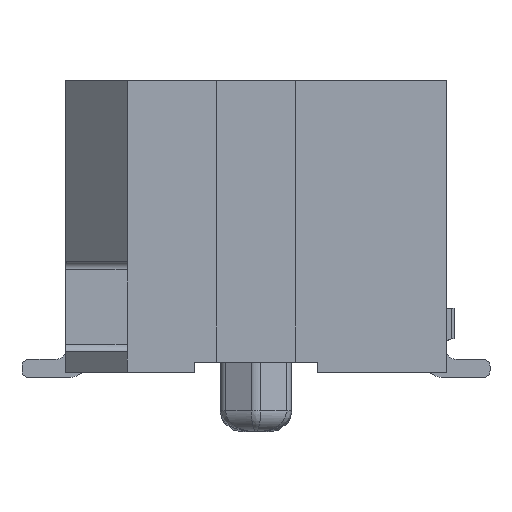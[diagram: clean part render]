
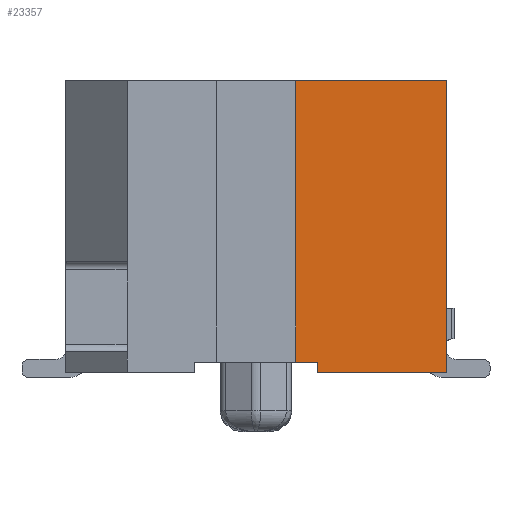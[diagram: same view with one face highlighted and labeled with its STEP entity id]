
A CAD part, left-side view. The second image highlights one B-rep face of the part: STEP entity #23357.
In plain terms, the highlighted planar face has unit normal (-1, 0, 0).
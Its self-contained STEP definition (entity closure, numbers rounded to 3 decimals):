
#3560=CARTESIAN_POINT('',(-19.045,-0.77,5.775));
#3561=VERTEX_POINT('',#3560);
#3568=CARTESIAN_POINT('',(-19.045,-3.7,5.775));
#3569=VERTEX_POINT('',#3568);
#3570=CARTESIAN_POINT('',(-19.045,-0.77,5.775));
#3571=DIRECTION('',(0.0,-1.0,0.0));
#3572=VECTOR('',#3571,2.93);
#3573=LINE('',#3570,#3572);
#3574=EDGE_CURVE('',#3561,#3569,#3573,.T.);
#6057=CARTESIAN_POINT('',(-19.045,-1.2,0.3));
#6058=VERTEX_POINT('',#6057);
#6065=CARTESIAN_POINT('',(-19.045,-0.77,0.3));
#6066=VERTEX_POINT('',#6065);
#6067=CARTESIAN_POINT('',(-19.045,-1.2,0.3));
#6068=DIRECTION('',(0.0,1.0,0.0));
#6069=VECTOR('',#6068,0.43);
#6070=LINE('',#6067,#6069);
#6071=EDGE_CURVE('',#6058,#6066,#6070,.T.);
#21824=CARTESIAN_POINT('',(-19.045,-1.2,0.1));
#21825=VERTEX_POINT('',#21824);
#21832=CARTESIAN_POINT('',(-19.045,-1.2,0.3));
#21833=DIRECTION('',(0.0,0.0,-1.0));
#21834=VECTOR('',#21833,0.2);
#21835=LINE('',#21832,#21834);
#21836=EDGE_CURVE('',#6058,#21825,#21835,.T.);
#22691=CARTESIAN_POINT('',(-19.045,-0.77,0.3));
#22692=DIRECTION('',(0.0,0.0,1.0));
#22693=VECTOR('',#22692,5.475);
#22694=LINE('',#22691,#22693);
#22695=EDGE_CURVE('',#6066,#3561,#22694,.T.);
#23332=CARTESIAN_POINT('',(-19.045,-0.624,-0.184));
#23333=DIRECTION('',(-1.0,0.0,0.0));
#23334=DIRECTION('',(0.0,-1.0,0.0));
#23335=AXIS2_PLACEMENT_3D('',#23332,#23333,#23334);
#23336=PLANE('',#23335);
#23337=ORIENTED_EDGE('',*,*,#22695,.F.);
#23338=ORIENTED_EDGE('',*,*,#6071,.F.);
#23339=ORIENTED_EDGE('',*,*,#21836,.T.);
#23340=CARTESIAN_POINT('',(-19.045,-3.7,0.1));
#23341=VERTEX_POINT('',#23340);
#23342=CARTESIAN_POINT('',(-19.045,-3.7,0.1));
#23343=DIRECTION('',(0.0,1.0,0.0));
#23344=VECTOR('',#23343,2.5);
#23345=LINE('',#23342,#23344);
#23346=EDGE_CURVE('',#23341,#21825,#23345,.T.);
#23347=ORIENTED_EDGE('',*,*,#23346,.F.);
#23348=CARTESIAN_POINT('',(-19.045,-3.7,5.775));
#23349=DIRECTION('',(0.0,0.0,-1.0));
#23350=VECTOR('',#23349,5.675);
#23351=LINE('',#23348,#23350);
#23352=EDGE_CURVE('',#3569,#23341,#23351,.T.);
#23353=ORIENTED_EDGE('',*,*,#23352,.F.);
#23354=ORIENTED_EDGE('',*,*,#3574,.F.);
#23355=EDGE_LOOP('',(#23337,#23338,#23339,#23347,#23353,#23354));
#23356=FACE_OUTER_BOUND('',#23355,.T.);
#23357=ADVANCED_FACE('',(#23356),#23336,.T.);
